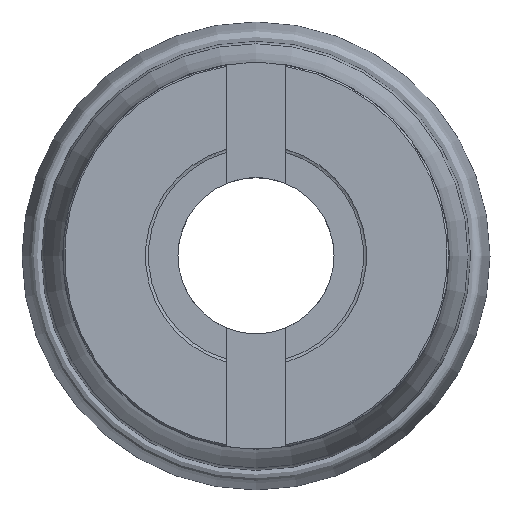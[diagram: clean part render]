
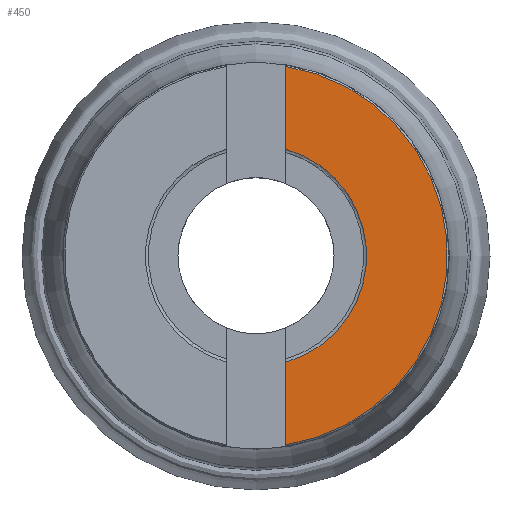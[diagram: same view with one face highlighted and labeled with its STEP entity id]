
A CAD part, top view. The second image highlights one B-rep face of the part: STEP entity #450.
In plain terms, the highlighted planar face has unit normal (0, 0, 1).
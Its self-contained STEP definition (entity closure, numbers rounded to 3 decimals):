
#103=FACE_OUTER_BOUND('',#172,.T.);
#117=LINE('',#1021,#137);
#118=LINE('',#1025,#138);
#137=VECTOR('',#764,1.);
#138=VECTOR('',#767,1.);
#158=PLANE('',#680);
#172=EDGE_LOOP('',(#224,#225,#226,#227));
#224=ORIENTED_EDGE('',*,*,#344,.T.);
#225=ORIENTED_EDGE('',*,*,#345,.T.);
#226=ORIENTED_EDGE('',*,*,#346,.T.);
#227=ORIENTED_EDGE('',*,*,#347,.F.);
#344=EDGE_CURVE('',#537,#538,#404,.T.);
#345=EDGE_CURVE('',#538,#539,#117,.T.);
#346=EDGE_CURVE('',#539,#540,#405,.T.);
#347=EDGE_CURVE('',#537,#540,#118,.T.);
#404=CIRCLE('',#678,36.);
#405=CIRCLE('',#679,62.35);
#450=ADVANCED_FACE('',(#103),#158,.F.);
#537=VERTEX_POINT('',#1019);
#538=VERTEX_POINT('',#1020);
#539=VERTEX_POINT('',#1022);
#540=VERTEX_POINT('',#1024);
#678=AXIS2_PLACEMENT_3D('',#1018,#762,#763);
#679=AXIS2_PLACEMENT_3D('',#1023,#765,#766);
#680=AXIS2_PLACEMENT_3D('',#1026,#768,#769);
#762=DIRECTION('',(0.,0.,-1.));
#763=DIRECTION('',(-1.,0.,0.));
#764=DIRECTION('',(0.,-1.,0.));
#765=DIRECTION('',(0.,0.,1.));
#766=DIRECTION('',(1.,0.,0.));
#767=DIRECTION('',(0.,1.,0.));
#768=DIRECTION('',(0.,0.,-1.));
#769=DIRECTION('',(-1.,0.,0.));
#1018=CARTESIAN_POINT('',(0.,0.,0.));
#1019=CARTESIAN_POINT('',(9.633,34.687,0.));
#1020=CARTESIAN_POINT('',(9.633,-34.687,0.));
#1021=CARTESIAN_POINT('',(9.633,-93.525,0.));
#1022=CARTESIAN_POINT('',(9.633,-61.601,0.));
#1023=CARTESIAN_POINT('',(0.,0.,0.));
#1024=CARTESIAN_POINT('',(9.633,61.601,0.));
#1025=CARTESIAN_POINT('',(9.633,0.,0.));
#1026=CARTESIAN_POINT('',(62.35,0.,0.));
